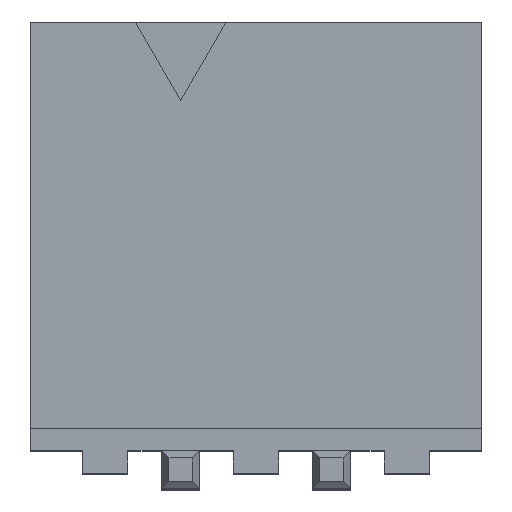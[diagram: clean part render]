
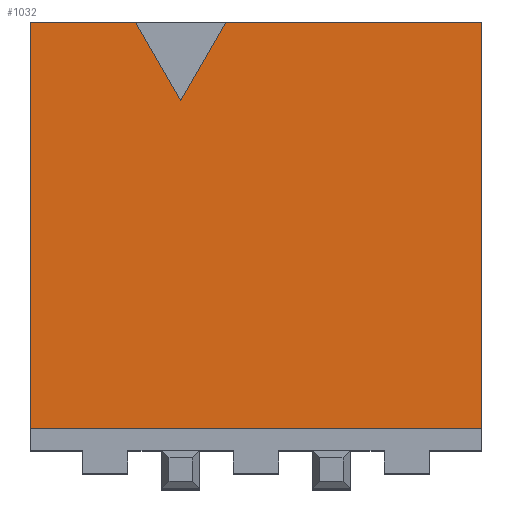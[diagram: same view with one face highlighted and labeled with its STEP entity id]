
A CAD part, top view. The second image highlights one B-rep face of the part: STEP entity #1032.
In plain terms, the highlighted planar face has unit normal (0, 0, 1).
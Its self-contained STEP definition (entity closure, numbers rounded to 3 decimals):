
#111 = ORIENTED_EDGE ( 'NONE', *, *, #959, .F. ) ;
#112 = LINE ( 'NONE', #1314, #1216 ) ;
#131 = VERTEX_POINT ( 'NONE', #383 ) ;
#168 = CARTESIAN_POINT ( 'NONE',  ( -1.6, 6.2, 3.05 ) ) ;
#170 = DIRECTION ( 'NONE',  ( 0., -1., 0. ) ) ;
#268 = ORIENTED_EDGE ( 'NONE', *, *, #1231, .F. ) ;
#353 = VERTEX_POINT ( 'NONE', #2097 ) ;
#383 = CARTESIAN_POINT ( 'NONE',  ( 3., 0.81, 3.05 ) ) ;
#414 = VERTEX_POINT ( 'NONE', #882 ) ;
#482 = CARTESIAN_POINT ( 'NONE',  ( -3., 0.81, 3.05 ) ) ;
#520 = DIRECTION ( 'NONE',  ( 1., 0., 0. ) ) ;
#601 = LINE ( 'NONE', #1447, #1430 ) ;
#619 = VECTOR ( 'NONE', #170, 1000. ) ;
#709 = DIRECTION ( 'NONE',  ( -1., 0., 0. ) ) ;
#781 = CARTESIAN_POINT ( 'NONE',  ( -3., 20.956, 3.05 ) ) ;
#793 = EDGE_CURVE ( 'NONE', #353, #1429, #1991, .T. ) ;
#847 = VERTEX_POINT ( 'NONE', #482 ) ;
#874 = CARTESIAN_POINT ( 'NONE',  ( -0.4, 6.2, 3.05 ) ) ;
#882 = CARTESIAN_POINT ( 'NONE',  ( -3., 6.2, 3.05 ) ) ;
#959 = EDGE_CURVE ( 'NONE', #1851, #1784, #112, .T. ) ;
#960 = VECTOR ( 'NONE', #2240, 1000. ) ;
#1032 = ADVANCED_FACE ( 'NONE', ( #1106 ), #1929, .F. ) ;
#1051 = VECTOR ( 'NONE', #2062, 1000. ) ;
#1060 = ORIENTED_EDGE ( 'NONE', *, *, #2538, .F. ) ;
#1106 = FACE_OUTER_BOUND ( 'NONE', #2358, .T. ) ;
#1136 = VECTOR ( 'NONE', #2195, 1000. ) ;
#1157 = CARTESIAN_POINT ( 'NONE',  ( 3., 6.2, 3.05 ) ) ;
#1175 = AXIS2_PLACEMENT_3D ( 'NONE', #1750, #2372, #709 ) ;
#1200 = LINE ( 'NONE', #2223, #1520 ) ;
#1216 = VECTOR ( 'NONE', #520, 1000. ) ;
#1231 = EDGE_CURVE ( 'NONE', #414, #353, #2463, .T. ) ;
#1305 = ORIENTED_EDGE ( 'NONE', *, *, #1586, .F. ) ;
#1314 = CARTESIAN_POINT ( 'NONE',  ( 3., 6.2, 3.05 ) ) ;
#1429 = VERTEX_POINT ( 'NONE', #1938 ) ;
#1430 = VECTOR ( 'NONE', #1593, 1000. ) ;
#1447 = CARTESIAN_POINT ( 'NONE',  ( 3., 20.956, 3.05 ) ) ;
#1520 = VECTOR ( 'NONE', #1614, 1000. ) ;
#1536 = ORIENTED_EDGE ( 'NONE', *, *, #2021, .T. ) ;
#1586 = EDGE_CURVE ( 'NONE', #1784, #131, #601, .T. ) ;
#1593 = DIRECTION ( 'NONE',  ( 0., -1., 0. ) ) ;
#1605 = EDGE_CURVE ( 'NONE', #131, #847, #1200, .T. ) ;
#1614 = DIRECTION ( 'NONE',  ( -1., 0., 0. ) ) ;
#1662 = LINE ( 'NONE', #874, #960 ) ;
#1672 = CARTESIAN_POINT ( 'NONE',  ( 3., 6.2, 3.05 ) ) ;
#1750 = CARTESIAN_POINT ( 'NONE',  ( 3., 20.956, 3.05 ) ) ;
#1784 = VERTEX_POINT ( 'NONE', #1157 ) ;
#1851 = VERTEX_POINT ( 'NONE', #2319 ) ;
#1929 = PLANE ( 'NONE',  #1175 ) ;
#1938 = CARTESIAN_POINT ( 'NONE',  ( -1., 5.161, 3.05 ) ) ;
#1991 = LINE ( 'NONE', #168, #1136 ) ;
#2021 = EDGE_CURVE ( 'NONE', #414, #847, #2590, .T. ) ;
#2062 = DIRECTION ( 'NONE',  ( 1., 0., 0. ) ) ;
#2097 = CARTESIAN_POINT ( 'NONE',  ( -1.6, 6.2, 3.05 ) ) ;
#2105 = ORIENTED_EDGE ( 'NONE', *, *, #793, .F. ) ;
#2111 = ORIENTED_EDGE ( 'NONE', *, *, #1605, .F. ) ;
#2195 = DIRECTION ( 'NONE',  ( 0.5, -0.866, 0. ) ) ;
#2223 = CARTESIAN_POINT ( 'NONE',  ( 3., 0.81, 3.05 ) ) ;
#2240 = DIRECTION ( 'NONE',  ( 0.5, 0.866, 0. ) ) ;
#2319 = CARTESIAN_POINT ( 'NONE',  ( -0.4, 6.2, 3.05 ) ) ;
#2358 = EDGE_LOOP ( 'NONE', ( #111, #1060, #2105, #268, #1536, #2111, #1305 ) ) ;
#2372 = DIRECTION ( 'NONE',  ( 0., 0., -1. ) ) ;
#2463 = LINE ( 'NONE', #1672, #1051 ) ;
#2538 = EDGE_CURVE ( 'NONE', #1429, #1851, #1662, .T. ) ;
#2590 = LINE ( 'NONE', #781, #619 ) ;
